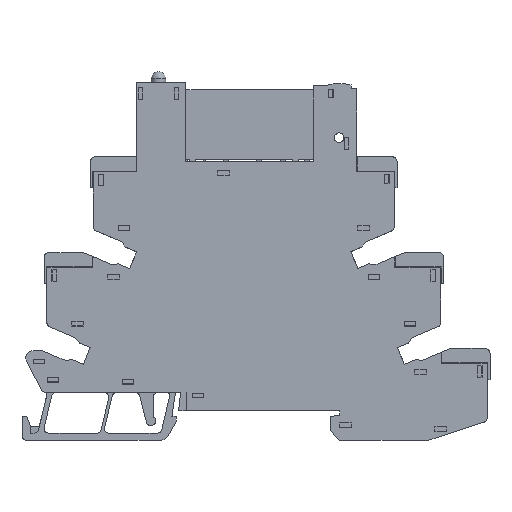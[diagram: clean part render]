
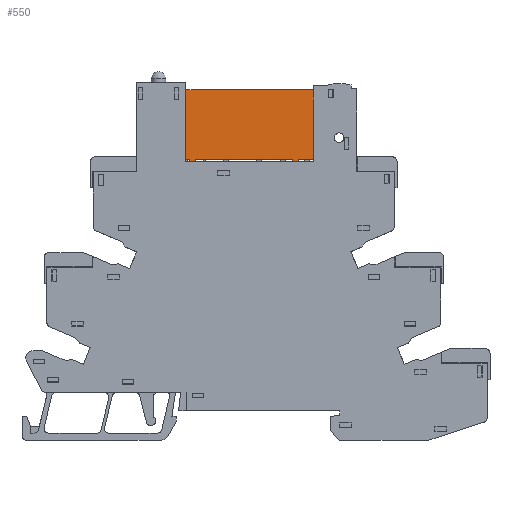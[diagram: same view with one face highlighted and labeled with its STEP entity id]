
A CAD part, top view. The second image highlights one B-rep face of the part: STEP entity #550.
In plain terms, the highlighted planar face has unit normal (0, 0, 1).
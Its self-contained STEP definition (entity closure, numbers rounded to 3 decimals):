
#550=ADVANCED_FACE('',(#19551),#19553,.F.);
#19551=FACE_BOUND('',#19552,.T.);
#19552=EDGE_LOOP('',(#37561,#37562,#37563,#37564,#37565,#37566,#37567,#37568,#37569,
#37570,#37571,#37572));
#19553=PLANE('',#19554);
#19554=AXIS2_PLACEMENT_3D('',#19555,#19556,#19557);
#19555=CARTESIAN_POINT('',(-14.,0.,5.));
#19556=DIRECTION('',(0.,0.,-1.));
#19557=DIRECTION('',(0.,-1.,0.));
#37561=ORIENTED_EDGE('',*,*,#50304,.F.);
#37562=ORIENTED_EDGE('',*,*,#50305,.F.);
#37563=ORIENTED_EDGE('',*,*,#50306,.F.);
#37564=ORIENTED_EDGE('',*,*,#50307,.F.);
#37565=ORIENTED_EDGE('',*,*,#50308,.F.);
#37566=ORIENTED_EDGE('',*,*,#50261,.T.);
#37567=ORIENTED_EDGE('',*,*,#50258,.T.);
#37568=ORIENTED_EDGE('',*,*,#50263,.T.);
#37569=ORIENTED_EDGE('',*,*,#50309,.F.);
#37570=ORIENTED_EDGE('',*,*,#50283,.T.);
#37571=ORIENTED_EDGE('',*,*,#50280,.T.);
#37572=ORIENTED_EDGE('',*,*,#50285,.T.);
#50258=EDGE_CURVE('',#56680,#56681,#56682,.T.);
#50261=EDGE_CURVE('',#56685,#56680,#56686,.T.);
#50263=EDGE_CURVE('',#56681,#56688,#56689,.T.);
#50280=EDGE_CURVE('',#56718,#56719,#56720,.T.);
#50283=EDGE_CURVE('',#56723,#56718,#56724,.T.);
#50285=EDGE_CURVE('',#56719,#56726,#56727,.T.);
#50304=EDGE_CURVE('',#56758,#56726,#56759,.T.);
#50305=EDGE_CURVE('',#56760,#56758,#56761,.T.);
#50306=EDGE_CURVE('',#56762,#56760,#56763,.T.);
#50307=EDGE_CURVE('',#56764,#56762,#56765,.T.);
#50308=EDGE_CURVE('',#56685,#56764,#56766,.T.);
#50309=EDGE_CURVE('',#56723,#56688,#56767,.T.);
#56680=VERTEX_POINT('',#67240);
#56681=VERTEX_POINT('',#67241);
#56682=LINE('',#67242,#67243);
#56685=VERTEX_POINT('',#67251);
#56686=LINE('',#67252,#67253);
#56688=VERTEX_POINT('',#67258);
#56689=LINE('',#67259,#67260);
#56718=VERTEX_POINT('',#67322);
#56719=VERTEX_POINT('',#67323);
#56720=LINE('',#67324,#67325);
#56723=VERTEX_POINT('',#67333);
#56724=LINE('',#67334,#67335);
#56726=VERTEX_POINT('',#67340);
#56727=LINE('',#67341,#67342);
#56758=VERTEX_POINT('',#67410);
#56759=LINE('',#67411,#67412);
#56760=VERTEX_POINT('',#67414);
#56761=LINE('',#67415,#67416);
#56762=VERTEX_POINT('',#67418);
#56763=LINE('',#67419,#67420);
#56764=VERTEX_POINT('',#67422);
#56765=LINE('',#67423,#67424);
#56766=LINE('',#67426,#67427);
#56767=LINE('',#67429,#67430);
#67240=CARTESIAN_POINT('',(-12.2,-0.5,5.));
#67241=CARTESIAN_POINT('',(-11.4,-0.5,5.));
#67242=CARTESIAN_POINT('',(-12.2,-0.5,5.));
#67243=VECTOR('',#67244,1.);
#67244=DIRECTION('',(1.,0.,0.));
#67251=CARTESIAN_POINT('',(-12.5,0.,5.));
#67252=CARTESIAN_POINT('',(-12.5,0.,5.));
#67253=VECTOR('',#67254,1.);
#67254=DIRECTION('',(0.514,-0.857,0.));
#67258=CARTESIAN_POINT('',(-11.1,0.,5.));
#67259=CARTESIAN_POINT('',(-11.4,-0.5,5.));
#67260=VECTOR('',#67261,1.);
#67261=DIRECTION('',(0.514,0.857,0.));
#67322=CARTESIAN_POINT('',(9.3,-0.5,5.));
#67323=CARTESIAN_POINT('',(10.1,-0.5,5.));
#67324=CARTESIAN_POINT('',(9.3,-0.5,5.));
#67325=VECTOR('',#67326,1.);
#67326=DIRECTION('',(1.,0.,0.));
#67333=CARTESIAN_POINT('',(9.,0.,5.));
#67334=CARTESIAN_POINT('',(9.,0.,5.));
#67335=VECTOR('',#67336,1.);
#67336=DIRECTION('',(0.514,-0.857,0.));
#67340=CARTESIAN_POINT('',(10.4,0.,5.));
#67341=CARTESIAN_POINT('',(10.1,-0.5,5.));
#67342=VECTOR('',#67343,1.);
#67343=DIRECTION('',(0.514,0.857,0.));
#67410=CARTESIAN_POINT('',(14.,0.,5.));
#67411=CARTESIAN_POINT('',(14.,0.,5.));
#67412=VECTOR('',#67413,1.);
#67413=DIRECTION('',(-1.,0.,0.));
#67414=CARTESIAN_POINT('',(14.,14.5,5.));
#67415=CARTESIAN_POINT('',(14.,14.5,5.));
#67416=VECTOR('',#67417,1.);
#67417=DIRECTION('',(0.,-1.,0.));
#67418=CARTESIAN_POINT('',(-14.,14.5,5.));
#67419=CARTESIAN_POINT('',(-14.,14.5,5.));
#67420=VECTOR('',#67421,1.);
#67421=DIRECTION('',(1.,0.,0.));
#67422=CARTESIAN_POINT('',(-14.,0.,5.));
#67423=CARTESIAN_POINT('',(-14.,0.,5.));
#67424=VECTOR('',#67425,1.);
#67425=DIRECTION('',(0.,1.,0.));
#67426=CARTESIAN_POINT('',(-12.5,0.,5.));
#67427=VECTOR('',#67428,1.);
#67428=DIRECTION('',(-1.,0.,0.));
#67429=CARTESIAN_POINT('',(9.,0.,5.));
#67430=VECTOR('',#67431,1.);
#67431=DIRECTION('',(-1.,0.,0.));
